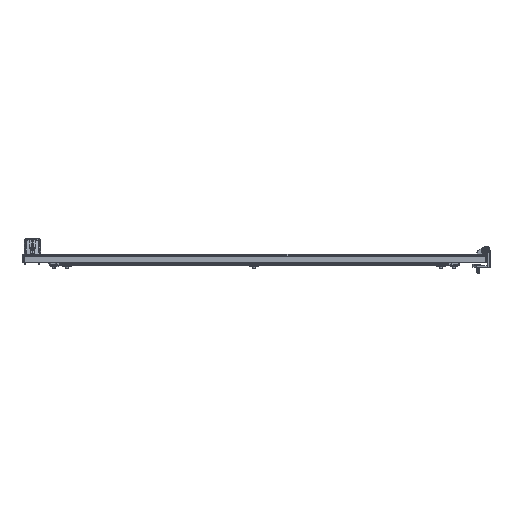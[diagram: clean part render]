
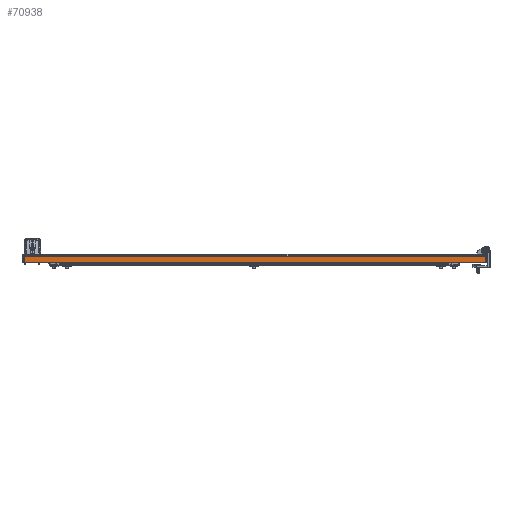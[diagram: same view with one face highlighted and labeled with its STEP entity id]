
A CAD part, front view. The second image highlights one B-rep face of the part: STEP entity #70938.
In plain terms, the highlighted planar face has unit normal (0, -1, 0).
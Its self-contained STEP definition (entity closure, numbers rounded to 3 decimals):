
#2429 = VERTEX_POINT ( 'NONE', #57962 ) ;
#4849 = CARTESIAN_POINT ( 'NONE',  ( 443., -995., -15.8 ) ) ;
#9501 = CARTESIAN_POINT ( 'NONE',  ( -443., -995., 0. ) ) ;
#12025 = DIRECTION ( 'NONE',  ( -1., 0., 0. ) ) ;
#12483 = CARTESIAN_POINT ( 'NONE',  ( 445., -995., -15.8 ) ) ;
#14358 = DIRECTION ( 'NONE',  ( 0., 1., 0. ) ) ;
#19216 = VERTEX_POINT ( 'NONE', #68205 ) ;
#19957 = PLANE ( 'NONE',  #20841 ) ;
#20397 = FACE_OUTER_BOUND ( 'NONE', #78529, .T. ) ;
#20841 = AXIS2_PLACEMENT_3D ( 'NONE', #43114, #14358, #26920 ) ;
#22436 = EDGE_CURVE ( 'NONE', #2429, #70137, #77643, .T. ) ;
#22927 = LINE ( 'NONE', #9501, #85068 ) ;
#26920 = DIRECTION ( 'NONE',  ( 0., 0., 1. ) ) ;
#30503 = EDGE_CURVE ( 'NONE', #19216, #2429, #22927, .T. ) ;
#33927 = VECTOR ( 'NONE', #12025, 1000. ) ;
#37711 = VERTEX_POINT ( 'NONE', #4849 ) ;
#43114 = CARTESIAN_POINT ( 'NONE',  ( 0., -995., 0. ) ) ;
#44984 = VECTOR ( 'NONE', #84599, 1000. ) ;
#45411 = ORIENTED_EDGE ( 'NONE', *, *, #52304, .F. ) ;
#47710 = LINE ( 'NONE', #12483, #33927 ) ;
#49968 = LINE ( 'NONE', #86094, #70216 ) ;
#51201 = DIRECTION ( 'NONE',  ( 0., 0., 1. ) ) ;
#52304 = EDGE_CURVE ( 'NONE', #37711, #19216, #47710, .T. ) ;
#52324 = CARTESIAN_POINT ( 'NONE',  ( 443., -995., -4. ) ) ;
#52708 = ORIENTED_EDGE ( 'NONE', *, *, #89496, .T. ) ;
#57962 = CARTESIAN_POINT ( 'NONE',  ( -443., -995., -4. ) ) ;
#64436 = ORIENTED_EDGE ( 'NONE', *, *, #30503, .F. ) ;
#64805 = DIRECTION ( 'NONE',  ( 0., 0., 1. ) ) ;
#68205 = CARTESIAN_POINT ( 'NONE',  ( -443., -995., -15.8 ) ) ;
#70137 = VERTEX_POINT ( 'NONE', #52324 ) ;
#70216 = VECTOR ( 'NONE', #64805, 1000. ) ;
#70938 = ADVANCED_FACE ( 'NONE', ( #20397 ), #19957, .F. ) ;
#71932 = ORIENTED_EDGE ( 'NONE', *, *, #22436, .F. ) ;
#77643 = LINE ( 'NONE', #91079, #44984 ) ;
#78529 = EDGE_LOOP ( 'NONE', ( #52708, #71932, #64436, #45411 ) ) ;
#84599 = DIRECTION ( 'NONE',  ( 1., 0., 0. ) ) ;
#85068 = VECTOR ( 'NONE', #51201, 1000. ) ;
#86094 = CARTESIAN_POINT ( 'NONE',  ( 443., -995., 0. ) ) ;
#89496 = EDGE_CURVE ( 'NONE', #37711, #70137, #49968, .T. ) ;
#91079 = CARTESIAN_POINT ( 'NONE',  ( 0., -995., -4. ) ) ;
